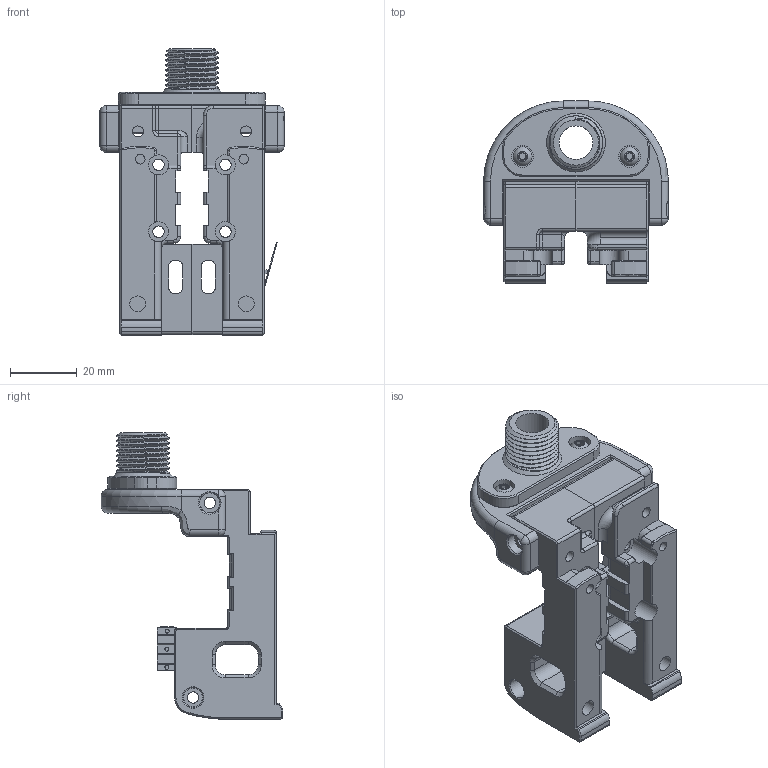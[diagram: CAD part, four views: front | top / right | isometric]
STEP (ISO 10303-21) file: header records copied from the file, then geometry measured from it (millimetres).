
FILE_DESCRIPTION(/* description */ (''),/* implementation_level */ '2;1');
FILE_NAME(/* name */ 'MGN12Umblilcal.step',/* time_stamp */ '2021-04-09T21:02:53-07:00',/* author */ (''),/* organization */ (''),/* preprocessor_version */ 'ST-DEVELOPER v18.1',/* originating_system */ 'Autodesk Translation Framework v10.6.0.1341',/* authorisation */ '');
FILE_SCHEMA (('AUTOMOTIVE_DESIGN { 1 0 10303 214 3 1 1 }'));
Length unit declared in the file: millimetre
Products named in the file (12): MGN12 Umbilical; mgn12_umbilical; x_carriage_frame_left; x_carriage_frame_right_V2.4_endstop; KW10 Microswitch; Component3_1^Component2_1_KW10 Microswitch v2_1_X Carriage Frame_V1.8
_X Carriage_V1.8 (1); Component6^Component3_1_Component2_1_KW10 Microswitch v2_1_X Carriage
 Frame_V1.8_X Carriage_V1.8 (1); Component7^Component2_1_KW10 Microswitch v2_1_X Carriage Frame_V1.8_X
 Carriage_V1.8 (1); Component8^Component2_1_KW10 Microswitch v2_1_X Carriage Frame_V1.8_X
 Carriage_V1.8 (1); M3 Threaded Insert; M3 Threaded Insert (1); M3x8 BHCS v2
Assembly tree (12 placements, depth 5):
  MGN12 Umbilical
    mgn12_umbilical
    x_carriage_frame_left
    x_carriage_frame_right_V2.4_endstop
      KW10 Microswitch
        Component3_1^Component2_1_KW10 Microswitch v2_1_X Carriage Frame_V1.8
_X Carriage_V1.8 (1)
          Component6^Component3_1_Component2_1_KW10 Microswitch v2_1_X Carriage
 Frame_V1.8_X Carriage_V1.8 (1)
        Component7^Component2_1_KW10 Microswitch v2_1_X Carriage Frame_V1.8_X
 Carriage_V1.8 (1)
        Component8^Component2_1_KW10 Microswitch v2_1_X Carriage Frame_V1.8_X
 Carriage_V1.8 (1)
    M3 Threaded Insert
      M3 Threaded Insert (1)
    M3x8 BHCS v2  x2
Bounding box: 55.2 x 54.4 x 85.75 mm (x, y, z)
Volume: 53108.4 mm3; surface area: 27481.7 mm2
Topology: 11 solids, 11 shells, 1055 faces, 2778 edges, 1765 vertices
Faces by surface type: plane 461, cylinder 270, bspline 192, cone 88, torus 33, sphere 11
Full cylindrical faces by diameter (mm): 0.4 x3, 1.2 x3, 1.6 x2, 2 x1, 2.9 x4, 3 x2, 3.3 x2, 3.4 x12, 4.2 x2, 4.25 x2, 4.6 x2, 4.7 x4, 5.7 x2, 6 x9, 6.5 x2, 10 x1, 12 x1, 14.051 x7, 16 x7
Entity records: 41282 total; most frequent: CARTESIAN_POINT 16514, ORIENTED_EDGE 5488, DIRECTION 4467, EDGE_CURVE 2744, VERTEX_POINT 1746, AXIS2_PLACEMENT_3D 1535, LINE 1397, VECTOR 1397
